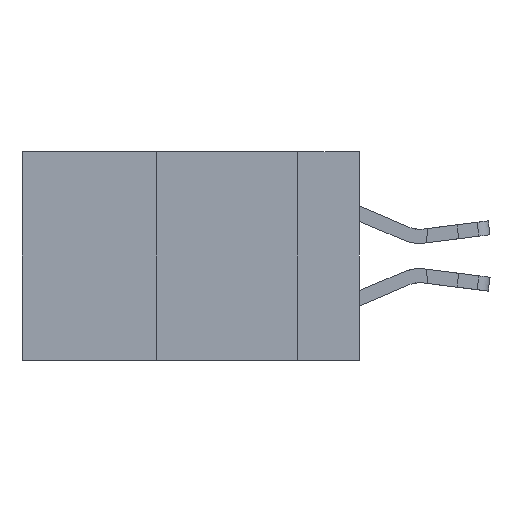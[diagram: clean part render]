
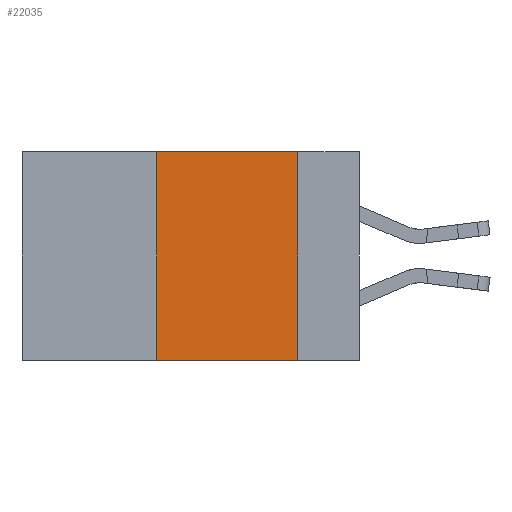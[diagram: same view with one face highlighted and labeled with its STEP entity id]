
A CAD part, left-side view. The second image highlights one B-rep face of the part: STEP entity #22035.
In plain terms, the highlighted planar face has unit normal (-1, 0, 0).
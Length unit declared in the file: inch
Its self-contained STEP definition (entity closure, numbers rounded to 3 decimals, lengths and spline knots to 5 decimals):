
#3049 = CARTESIAN_POINT ( 'NONE',  ( 0., 0.6, 0. ) ) ;
#3374 = FACE_OUTER_BOUND ( 'NONE', #11540, .T. ) ;
#3700 = LINE ( 'NONE', #23248, #18606 ) ;
#4330 = CARTESIAN_POINT ( 'NONE',  ( 0., 0.11, 0. ) ) ;
#4639 = EDGE_CURVE ( 'NONE', #12370, #22603, #4649, .T. ) ;
#4649 = LINE ( 'NONE', #12252, #18964 ) ;
#4669 = ORIENTED_EDGE ( 'NONE', *, *, #7143, .F. ) ;
#5689 = AXIS2_PLACEMENT_3D ( 'NONE', #3049, #19949, #8819 ) ;
#5763 = CARTESIAN_POINT ( 'NONE',  ( 0., 0.36, 0. ) ) ;
#6105 = VERTEX_POINT ( 'NONE', #14092 ) ;
#7143 = EDGE_CURVE ( 'NONE', #6105, #9810, #22514, .T. ) ;
#7663 = DIRECTION ( 'NONE',  ( 0., 0., 1. ) ) ;
#8529 = DIRECTION ( 'NONE',  ( 0., -1., 0. ) ) ;
#8819 = DIRECTION ( 'NONE',  ( 0., 0., -1. ) ) ;
#9810 = VERTEX_POINT ( 'NONE', #10401 ) ;
#10401 = CARTESIAN_POINT ( 'NONE',  ( 0., 0.36, 0. ) ) ;
#11540 = EDGE_LOOP ( 'NONE', ( #16459, #16961, #4669, #16674 ) ) ;
#12252 = CARTESIAN_POINT ( 'NONE',  ( 0., 0.11, 0. ) ) ;
#12370 = VERTEX_POINT ( 'NONE', #4330 ) ;
#12528 = DIRECTION ( 'NONE',  ( 0., -1., 0. ) ) ;
#12681 = VECTOR ( 'NONE', #7663, 39.37008 ) ;
#12953 = LINE ( 'NONE', #21752, #17300 ) ;
#14092 = CARTESIAN_POINT ( 'NONE',  ( 0., 0.36, -0.37 ) ) ;
#15225 = EDGE_CURVE ( 'NONE', #9810, #12370, #12953, .T. ) ;
#16459 = ORIENTED_EDGE ( 'NONE', *, *, #4639, .F. ) ;
#16674 = ORIENTED_EDGE ( 'NONE', *, *, #21359, .T. ) ;
#16961 = ORIENTED_EDGE ( 'NONE', *, *, #15225, .F. ) ;
#17300 = VECTOR ( 'NONE', #12528, 39.37008 ) ;
#17960 = CARTESIAN_POINT ( 'NONE',  ( 0., 0.11, -0.37 ) ) ;
#18069 = PLANE ( 'NONE',  #5689 ) ;
#18606 = VECTOR ( 'NONE', #8529, 39.37008 ) ;
#18964 = VECTOR ( 'NONE', #19696, 39.37008 ) ;
#19696 = DIRECTION ( 'NONE',  ( 0., 0., -1. ) ) ;
#19949 = DIRECTION ( 'NONE',  ( 1., 0., 0. ) ) ;
#21359 = EDGE_CURVE ( 'NONE', #6105, #22603, #3700, .T. ) ;
#21752 = CARTESIAN_POINT ( 'NONE',  ( 0., 0.6, 0. ) ) ;
#22035 = ADVANCED_FACE ( 'NONE', ( #3374 ), #18069, .F. ) ;
#22514 = LINE ( 'NONE', #5763, #12681 ) ;
#22603 = VERTEX_POINT ( 'NONE', #17960 ) ;
#23248 = CARTESIAN_POINT ( 'NONE',  ( 0., 0.6, -0.37 ) ) ;
